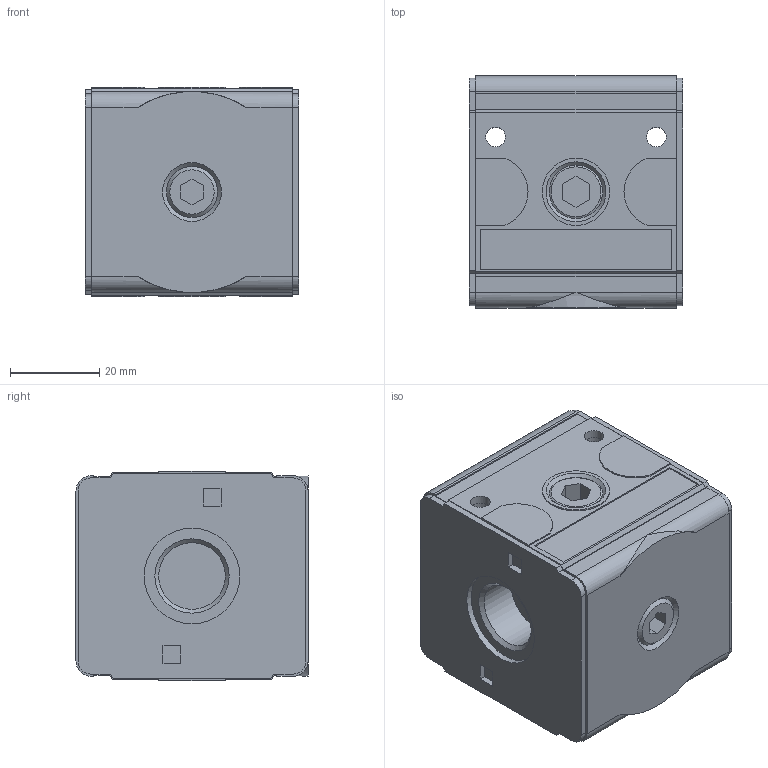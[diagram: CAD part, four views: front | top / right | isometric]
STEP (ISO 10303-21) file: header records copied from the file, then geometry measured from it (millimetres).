
FILE_DESCRIPTION( ( 'STEP AP203' ), ' ' );
FILE_NAME( '9.4012.200.stp', '2017-04-10T08:20:39', ( '' ), ( '' ), ' ', 'PARTsolutions', ' ' );
FILE_SCHEMA( ( 'CONFIG_CONTROL_DESIGN' ) );
Length unit declared in the file: millimetre
Products named in the file (2): 9.4012.200; _T 12-00000-G
Assembly tree (1 placements, depth 2):
  9.4012.200
    _T 12-00000-G
Bounding box: 47.8 x 52 x 47 mm (x, y, z)
Volume: 106531.2 mm3; surface area: 17171.9 mm2
Topology: 1 solids, 1 shells, 186 faces, 456 edges, 301 vertices
Faces by surface type: plane 141, cylinder 31, cone 14
Full cylindrical faces by diameter (mm): 4.4 x4, 14.95 x2, 15.1 x2, 19.5 x1, 21.4 x1, 22.6 x1
Entity records: 5437 total; most frequent: CARTESIAN_POINT 986, DIRECTION 878, ORIENTED_EDGE 860, EDGE_CURVE 430, LINE 350, VECTOR 350, VERTEX_POINT 300, AXIS2_PLACEMENT_3D 264
